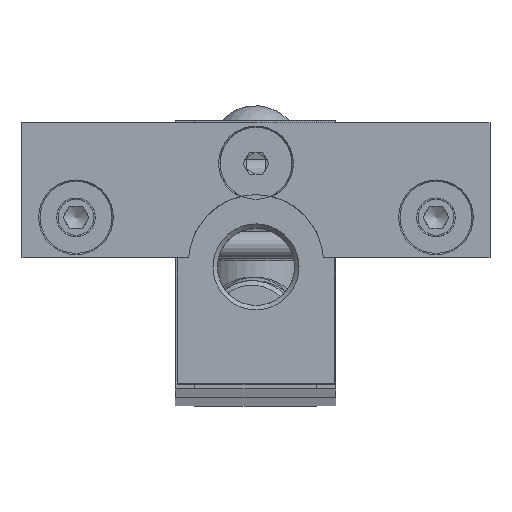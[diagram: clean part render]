
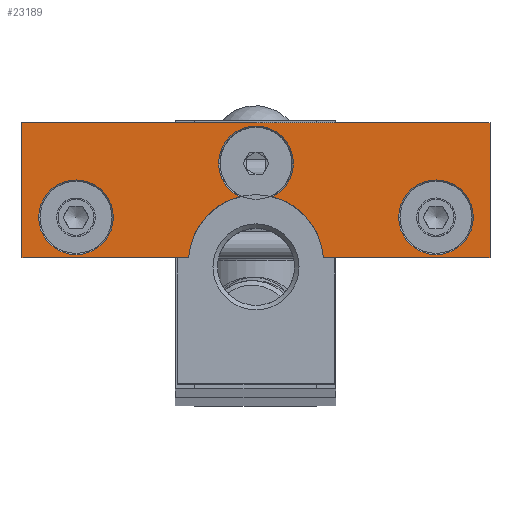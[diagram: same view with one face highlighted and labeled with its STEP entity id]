
A CAD part, top view. The second image highlights one B-rep face of the part: STEP entity #23189.
In plain terms, the highlighted planar face has unit normal (0, 0, 1).
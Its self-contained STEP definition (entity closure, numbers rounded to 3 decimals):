
#545=FACE_BOUND('',#5665,.T.);
#546=FACE_BOUND('',#5666,.T.);
#992=PLANE('',#25961);
#1764=LINE('',#41353,#2687);
#1765=LINE('',#41355,#2688);
#1766=LINE('',#41357,#2689);
#1767=LINE('',#41359,#2690);
#1768=LINE('',#41360,#2691);
#2687=VECTOR('',#32187,10.);
#2688=VECTOR('',#32188,10.);
#2689=VECTOR('',#32189,10.);
#2690=VECTOR('',#32190,10.);
#2691=VECTOR('',#32191,10.);
#4319=FACE_OUTER_BOUND('',#5664,.T.);
#5664=EDGE_LOOP('',(#18595,#18596,#18597,#18598,#18599,#18600,#18601,#18602));
#5665=EDGE_LOOP('',(#18603));
#5666=EDGE_LOOP('',(#18604));
#7698=CIRCLE('',#25928,7.5);
#7700=CIRCLE('',#25930,7.5);
#7714=CIRCLE('',#25960,4.15);
#7715=CIRCLE('',#25962,4.15);
#7716=CIRCLE('',#25963,4.15);
#10097=VERTEX_POINT('',#41218);
#10098=VERTEX_POINT('',#41223);
#10101=VERTEX_POINT('',#41229);
#10102=VERTEX_POINT('',#41231);
#10138=VERTEX_POINT('',#41347);
#10139=VERTEX_POINT('',#41352);
#10140=VERTEX_POINT('',#41354);
#10141=VERTEX_POINT('',#41356);
#10142=VERTEX_POINT('',#41358);
#10143=VERTEX_POINT('',#41361);
#13155=EDGE_CURVE('',#10098,#10097,#7698,.T.);
#13159=EDGE_CURVE('',#10102,#10101,#7700,.T.);
#13206=EDGE_CURVE('',#10138,#10138,#7714,.T.);
#13208=EDGE_CURVE('',#10102,#10097,#7715,.T.);
#13209=EDGE_CURVE('',#10101,#10139,#1764,.T.);
#13210=EDGE_CURVE('',#10139,#10140,#1765,.T.);
#13211=EDGE_CURVE('',#10140,#10141,#1766,.T.);
#13212=EDGE_CURVE('',#10141,#10142,#1767,.T.);
#13213=EDGE_CURVE('',#10142,#10098,#1768,.T.);
#13214=EDGE_CURVE('',#10143,#10143,#7716,.T.);
#18595=ORIENTED_EDGE('',*,*,#13208,.F.);
#18596=ORIENTED_EDGE('',*,*,#13159,.T.);
#18597=ORIENTED_EDGE('',*,*,#13209,.T.);
#18598=ORIENTED_EDGE('',*,*,#13210,.T.);
#18599=ORIENTED_EDGE('',*,*,#13211,.T.);
#18600=ORIENTED_EDGE('',*,*,#13212,.T.);
#18601=ORIENTED_EDGE('',*,*,#13213,.T.);
#18602=ORIENTED_EDGE('',*,*,#13155,.T.);
#18603=ORIENTED_EDGE('',*,*,#13214,.F.);
#18604=ORIENTED_EDGE('',*,*,#13206,.F.);
#23189=ADVANCED_FACE('',(#4319,#545,#546),#992,.T.);
#25928=AXIS2_PLACEMENT_3D('',#41224,#32089,#32090);
#25930=AXIS2_PLACEMENT_3D('',#41232,#32095,#32096);
#25960=AXIS2_PLACEMENT_3D('',#41348,#32180,#32181);
#25961=AXIS2_PLACEMENT_3D('',#41350,#32183,#32184);
#25962=AXIS2_PLACEMENT_3D('',#41351,#32185,#32186);
#25963=AXIS2_PLACEMENT_3D('',#41362,#32192,#32193);
#32089=DIRECTION('center_axis',(0.,0.,
-1.));
#32090=DIRECTION('ref_axis',(0.998,0.067,0.));
#32095=DIRECTION('center_axis',(0.,0.,
-1.));
#32096=DIRECTION('ref_axis',(0.998,0.067,0.));
#32180=DIRECTION('center_axis',(0.,0.,
1.));
#32181=DIRECTION('ref_axis',(-1.,0.,0.));
#32183=DIRECTION('center_axis',(0.,0.,
1.));
#32184=DIRECTION('ref_axis',(1.,0.,0.));
#32185=DIRECTION('center_axis',(0.,0.,
1.));
#32186=DIRECTION('ref_axis',(-1.,0.,0.));
#32187=DIRECTION('',(1.,0.,0.));
#32188=DIRECTION('',(0.,1.,0.));
#32189=DIRECTION('',(-1.,0.,0.));
#32190=DIRECTION('',(0.,-1.,0.));
#32191=DIRECTION('',(1.,0.,0.));
#32192=DIRECTION('center_axis',(0.,0.,
1.));
#32193=DIRECTION('ref_axis',(-1.,0.,0.));
#41218=CARTESIAN_POINT('',(-1.777,6.374,305.));
#41223=CARTESIAN_POINT('',(-7.433,-0.4,305.));
#41224=CARTESIAN_POINT('Origin',(0.05,-0.9,
305.));
#41229=CARTESIAN_POINT('',(7.533,-0.4,305.));
#41231=CARTESIAN_POINT('',(1.877,6.374,305.));
#41232=CARTESIAN_POINT('Origin',(0.05,-0.9,
305.));
#41347=CARTESIAN_POINT('',(24.2,4.1,305.));
#41348=CARTESIAN_POINT('Origin',(20.05,4.1,305.));
#41350=CARTESIAN_POINT('Origin',(0.05,7.549,305.));
#41351=CARTESIAN_POINT('Origin',(0.05,10.1,305.));
#41352=CARTESIAN_POINT('',(26.05,-0.4,305.));
#41353=CARTESIAN_POINT('',(26.05,-0.4,305.));
#41354=CARTESIAN_POINT('',(26.05,14.6,305.));
#41355=CARTESIAN_POINT('',(26.05,14.6,305.));
#41356=CARTESIAN_POINT('',(-25.95,14.6,305.));
#41357=CARTESIAN_POINT('',(-25.95,14.6,305.));
#41358=CARTESIAN_POINT('',(-25.95,-0.4,305.));
#41359=CARTESIAN_POINT('',(-25.95,-0.4,305.));
#41360=CARTESIAN_POINT('',(-7.433,-0.4,305.));
#41361=CARTESIAN_POINT('',(-15.8,4.1,305.));
#41362=CARTESIAN_POINT('Origin',(-19.95,4.1,305.));
